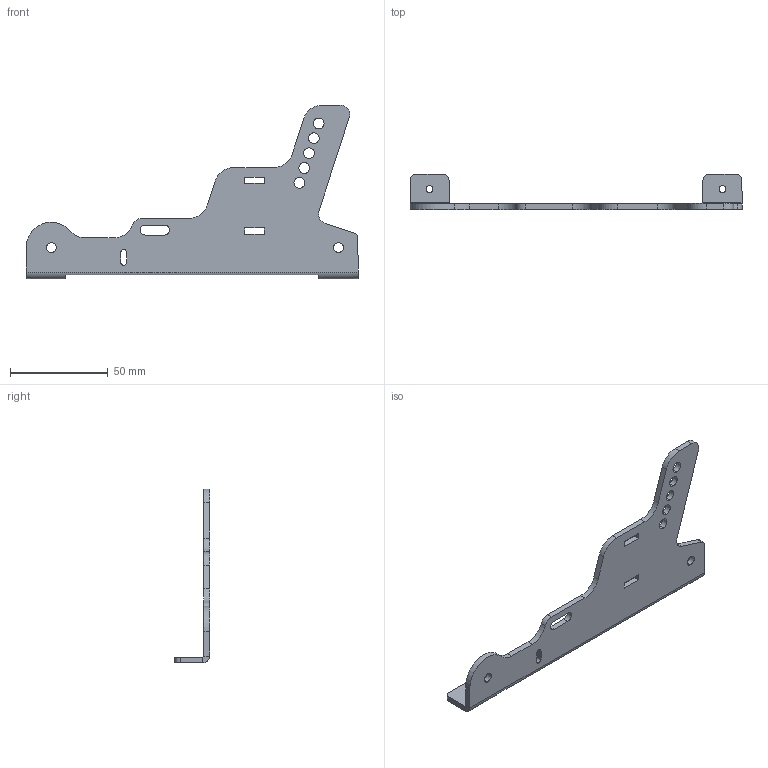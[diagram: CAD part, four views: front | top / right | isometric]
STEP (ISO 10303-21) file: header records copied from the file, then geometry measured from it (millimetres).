
FILE_DESCRIPTION (( 'STEP AP214' ), '1' );
FILE_NAME ('3mm Pedal Base Plate Mirrored x3.STEP', '2025-04-28T00:41:53', ( '' ), ( '' ), 'SwSTEP 2.0', 'SolidWorks 2022', '' );
FILE_SCHEMA (( 'AUTOMOTIVE_DESIGN' ));
Length unit declared in the file: millimetre
Products named in the file (1): 3mm Pedal Base Plate Mirrored x3
Bounding box: 170 x 18 x 89 mm (x, y, z)
Volume: 20723.1 mm3; surface area: 16240.7 mm2
Topology: 1 solids, 1 shells, 79 faces, 219 edges, 142 vertices
Faces by surface type: cylinder 40, plane 39
Entity records: 2627 total; most frequent: DIRECTION 463, CARTESIAN_POINT 441, ORIENTED_EDGE 438, EDGE_CURVE 219, AXIS2_PLACEMENT_3D 164, VERTEX_POINT 142, LINE 135, VECTOR 135
